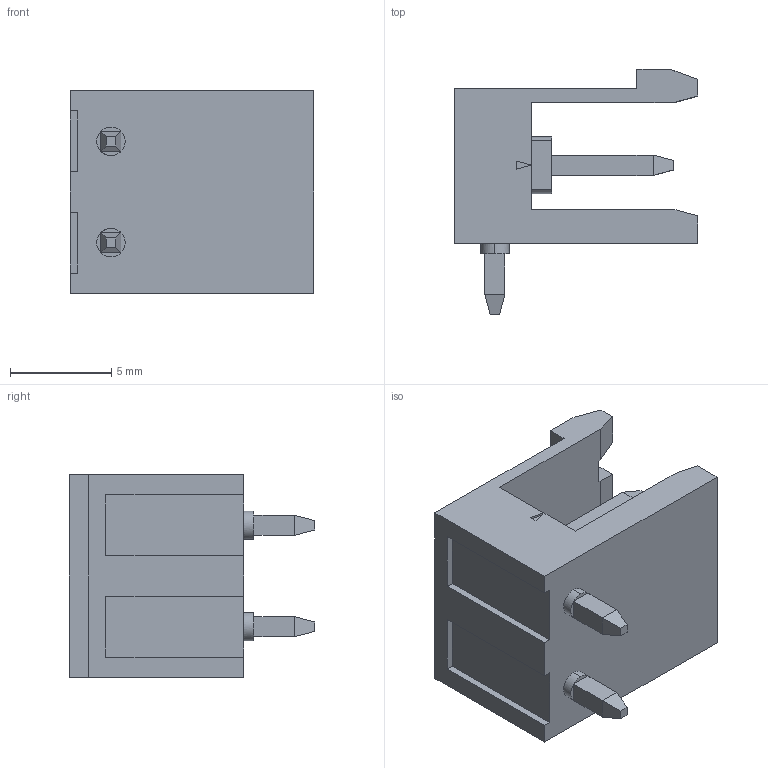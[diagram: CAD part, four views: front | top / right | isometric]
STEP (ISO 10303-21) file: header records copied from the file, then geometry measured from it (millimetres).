
FILE_DESCRIPTION (( 'STEP AP214' ), '1' );
FILE_NAME ('User Library-MSTB 2,5-2-G 1754436.STEP', '2019-07-08T12:04:57', ( '' ), ( '' ), 'SwSTEP 2.0', 'SolidWorks 2019', '' );
FILE_SCHEMA (( 'AUTOMOTIVE_DESIGN' ));
Length unit declared in the file: millimetre
Products named in the file (2): User Library-MSTB 2,5-2-G 1754436; User Library-MSTB 2,5-2-G 1754436_mstb_2.5-2-g
Assembly tree (1 placements, depth 2):
  User Library-MSTB 2,5-2-G 1754436
    User Library-MSTB 2,5-2-G 1754436_mstb_2.5-2-g
Bounding box: 12 x 12.1 x 10 mm (x, y, z)
Volume: 479.6 mm3; surface area: 772.2 mm2
Topology: 1 solids, 1 shells, 146 faces, 358 edges, 226 vertices
Faces by surface type: plane 113, cylinder 31, cone 2
Entity records: 5901 total; most frequent: CARTESIAN_POINT 745, DIRECTION 725, ORIENTED_EDGE 714, EDGE_CURVE 357, LINE 281, VECTOR 281, VERTEX_POINT 226, AXIS2_PLACEMENT_3D 222
